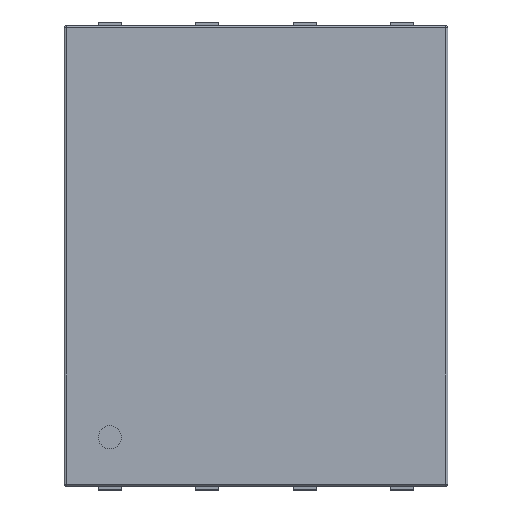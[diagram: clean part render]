
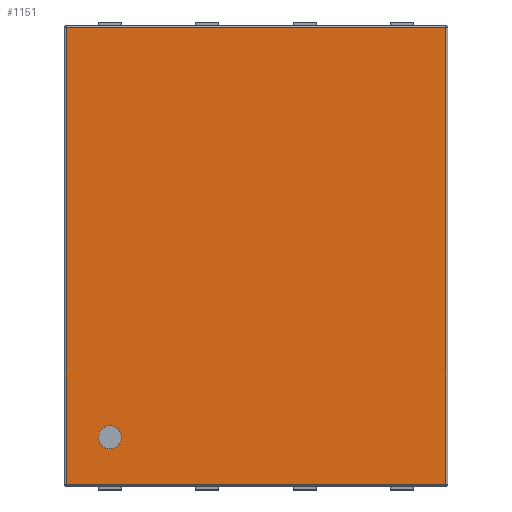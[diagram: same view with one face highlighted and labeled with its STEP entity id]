
A CAD part, top view. The second image highlights one B-rep face of the part: STEP entity #1151.
In plain terms, the highlighted planar face has unit normal (0, 0, 1).
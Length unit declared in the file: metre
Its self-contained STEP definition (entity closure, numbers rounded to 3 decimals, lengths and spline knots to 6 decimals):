
#33=CIRCLE('',#1362,0.00015);
#309=ORIENTED_EDGE('',*,*,#496,.T.);
#310=ORIENTED_EDGE('',*,*,#497,.T.);
#311=ORIENTED_EDGE('',*,*,#498,.T.);
#312=ORIENTED_EDGE('',*,*,#499,.T.);
#313=ORIENTED_EDGE('',*,*,#500,.T.);
#496=EDGE_CURVE('',#608,#608,#33,.F.);
#497=EDGE_CURVE('',#609,#610,#741,.T.);
#498=EDGE_CURVE('',#610,#611,#742,.T.);
#499=EDGE_CURVE('',#611,#612,#743,.F.);
#500=EDGE_CURVE('',#612,#609,#744,.F.);
#608=VERTEX_POINT('',#2020);
#609=VERTEX_POINT('',#2022);
#610=VERTEX_POINT('',#2023);
#611=VERTEX_POINT('',#2025);
#612=VERTEX_POINT('',#2027);
#741=LINE('',#2021,#872);
#742=LINE('',#2024,#873);
#743=LINE('',#2026,#874);
#744=LINE('',#2028,#875);
#872=VECTOR('',#1664,1.);
#873=VECTOR('',#1665,1.);
#874=VECTOR('',#1666,1.);
#875=VECTOR('',#1667,1.);
#935=EDGE_LOOP('',(#309));
#936=EDGE_LOOP('',(#310,#311,#312,#313));
#1012=FACE_BOUND('',#935,.T.);
#1013=FACE_BOUND('',#936,.T.);
#1089=PLANE('',#1361);
#1151=ADVANCED_FACE('',(#1012,#1013),#1089,.T.);
#1361=AXIS2_PLACEMENT_3D('',#2018,#1660,#1661);
#1362=AXIS2_PLACEMENT_3D('',#2019,#1662,#1663);
#1660=DIRECTION('',(0.,0.,1.));
#1661=DIRECTION('',(1.,0.,0.));
#1662=DIRECTION('',(0.,0.,1.));
#1663=DIRECTION('',(1.,0.,0.));
#1664=DIRECTION('',(0.,-1.,0.));
#1665=DIRECTION('',(1.,0.,0.));
#1666=DIRECTION('',(0.,-1.,0.));
#1667=DIRECTION('',(1.,0.,0.));
#2018=CARTESIAN_POINT('',(0.,0.,0.001));
#2019=CARTESIAN_POINT('',(-0.001905,-0.002365,0.001));
#2020=CARTESIAN_POINT('',(-0.001755,-0.002365,0.001));
#2021=CARTESIAN_POINT('',(-0.002475,-0.003,0.001));
#2022=CARTESIAN_POINT('',(-0.002475,0.002975,0.001));
#2023=CARTESIAN_POINT('',(-0.002475,-0.002975,0.001));
#2024=CARTESIAN_POINT('',(0.0025,-0.002975,0.001));
#2025=CARTESIAN_POINT('',(0.002475,-0.002975,0.001));
#2026=CARTESIAN_POINT('',(0.002475,0.,0.001));
#2027=CARTESIAN_POINT('',(0.002475,0.002975,0.001));
#2028=CARTESIAN_POINT('',(0.,0.002975,0.001));
